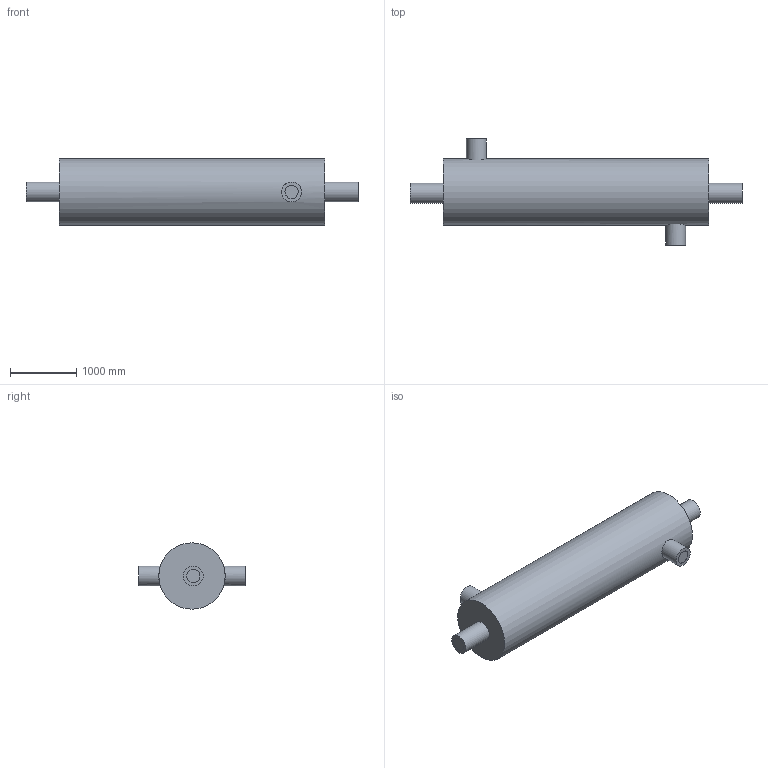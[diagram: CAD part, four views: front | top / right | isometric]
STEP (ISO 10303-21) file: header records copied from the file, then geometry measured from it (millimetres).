
FILE_DESCRIPTION( ( 'STEP Version 203' ), '1' );
FILE_NAME( 'Heatexchanger.stp', '07/18/21 09:34:36', ( 'Smita Bhamare' ), ( ' ' ), 'PSStep 19.0.9', 'DesignModeler STEP Output', ' ' );
FILE_SCHEMA( ( 'CONFIG_CONTROL_DESIGN' ) );
Length unit declared in the file: metre
Products named in the file (4): shell wall; tube domain; shell domain; tube wall
Bounding box: 5000 x 1600 x 1000 mm (x, y, z)
Volume: 3255510805.9 mm3; surface area: 54571246.9 mm2
Topology: 4 solids, 4 shells, 29 faces, 53 edges, 37 vertices
Faces by surface type: cylinder 15, plane 14
Full cylindrical faces by diameter (mm): 200 x6, 300 x6, 900 x2, 1000 x1
Entity records: 1815 total; most frequent: CARTESIAN_POINT 1199, DIRECTION 114, EDGE_LOOP 60, ORIENTED_EDGE 60, AXIS2_PLACEMENT_3D 57, FACE_OUTER_BOUND 44, EDGE_CURVE 30, VERTEX_POINT 30
